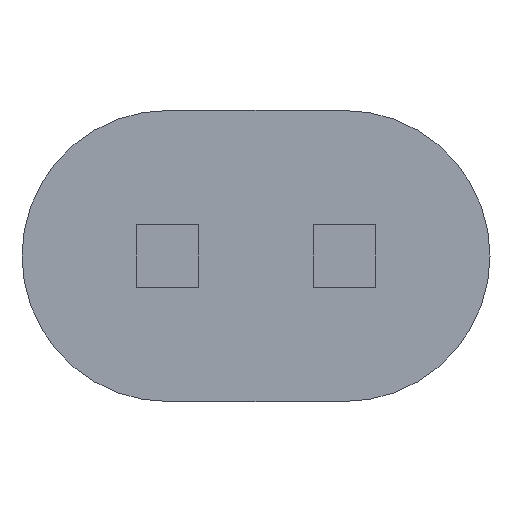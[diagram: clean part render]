
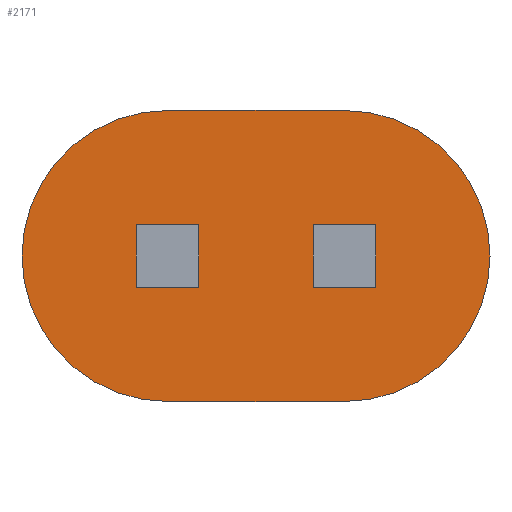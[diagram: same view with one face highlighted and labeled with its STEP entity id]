
A CAD part, front view. The second image highlights one B-rep face of the part: STEP entity #2171.
In plain terms, the highlighted planar face has unit normal (0, -1, 0).
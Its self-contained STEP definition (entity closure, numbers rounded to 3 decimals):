
#239 = DIRECTION ( 'NONE',  ( 1., 0., 0. ) ) ;
#417 = AXIS2_PLACEMENT_3D ( 'NONE', #14278, #22972, #3467 ) ;
#2087 = CARTESIAN_POINT ( 'NONE',  ( -2250., 0., -1850. ) ) ;
#2171 = ADVANCED_FACE ( 'NONE', ( #24904 ), #5397, .F. ) ;
#2845 = VECTOR ( 'NONE', #10745, 1000. ) ;
#3271 = DIRECTION ( 'NONE',  ( 0., 0., 1. ) ) ;
#3467 = DIRECTION ( 'NONE',  ( 0., 0., 1. ) ) ;
#5397 = PLANE ( 'NONE',  #6621 ) ;
#5540 = EDGE_CURVE ( 'NONE', #25197, #16393, #21567, .T. ) ;
#6621 = AXIS2_PLACEMENT_3D ( 'NONE', #14075, #22780, #3271 ) ;
#8681 = CIRCLE ( 'NONE', #24627, 1850. ) ;
#9526 = CARTESIAN_POINT ( 'NONE',  ( -2250., 0., 0. ) ) ;
#10455 = VECTOR ( 'NONE', #239, 1000. ) ;
#10745 = DIRECTION ( 'NONE',  ( -1., 0., 0. ) ) ;
#11052 = LINE ( 'NONE', #19727, #10455 ) ;
#11469 = ORIENTED_EDGE ( 'NONE', *, *, #23042, .F. ) ;
#12682 = CIRCLE ( 'NONE', #417, 1850. ) ;
#12949 = EDGE_CURVE ( 'NONE', #16393, #17904, #8681, .T. ) ;
#13065 = CARTESIAN_POINT ( 'NONE',  ( -2250., 0., -1850. ) ) ;
#14020 = ORIENTED_EDGE ( 'NONE', *, *, #5540, .F. ) ;
#14075 = CARTESIAN_POINT ( 'NONE',  ( -2250., 0., 0. ) ) ;
#14278 = CARTESIAN_POINT ( 'NONE',  ( 0., 0., 0. ) ) ;
#15624 = CARTESIAN_POINT ( 'NONE',  ( 0., 0., -1850. ) ) ;
#16076 = DIRECTION ( 'NONE',  ( 0., 1., 0. ) ) ;
#16082 = CARTESIAN_POINT ( 'NONE',  ( 0., 0., 1850. ) ) ;
#16114 = ORIENTED_EDGE ( 'NONE', *, *, #27512, .F. ) ;
#16393 = VERTEX_POINT ( 'NONE', #13065 ) ;
#17904 = VERTEX_POINT ( 'NONE', #18084 ) ;
#18084 = CARTESIAN_POINT ( 'NONE',  ( -2250., 0., 1850. ) ) ;
#19108 = VERTEX_POINT ( 'NONE', #16082 ) ;
#19727 = CARTESIAN_POINT ( 'NONE',  ( -2250., 0., 1850. ) ) ;
#20801 = EDGE_LOOP ( 'NONE', ( #21060, #14020, #11469, #16114 ) ) ;
#21060 = ORIENTED_EDGE ( 'NONE', *, *, #12949, .F. ) ;
#21567 = LINE ( 'NONE', #2087, #2845 ) ;
#22780 = DIRECTION ( 'NONE',  ( 0., 1., 0. ) ) ;
#22972 = DIRECTION ( 'NONE',  ( 0., 1., 0. ) ) ;
#23042 = EDGE_CURVE ( 'NONE', #19108, #25197, #12682, .T. ) ;
#24627 = AXIS2_PLACEMENT_3D ( 'NONE', #9526, #16076, #24766 ) ;
#24766 = DIRECTION ( 'NONE',  ( 0., 0., 1. ) ) ;
#24904 = FACE_OUTER_BOUND ( 'NONE', #20801, .T. ) ;
#25197 = VERTEX_POINT ( 'NONE', #15624 ) ;
#27512 = EDGE_CURVE ( 'NONE', #17904, #19108, #11052, .T. ) ;
